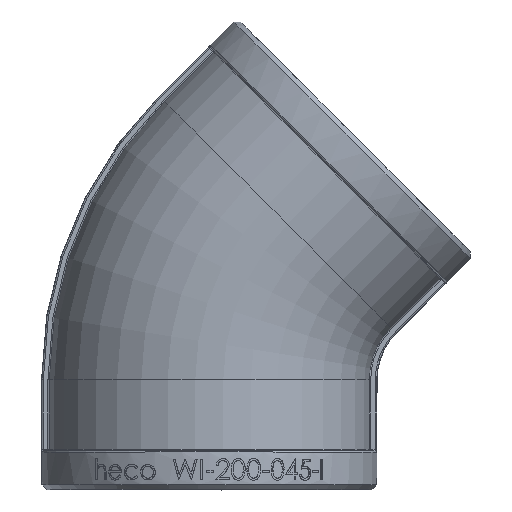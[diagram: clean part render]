
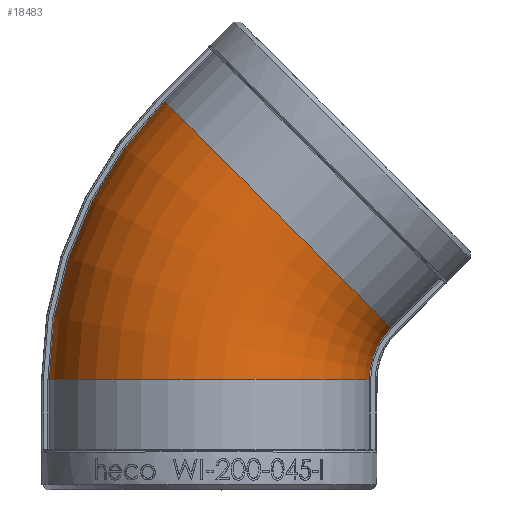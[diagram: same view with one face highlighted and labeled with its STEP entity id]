
A CAD part, top view. The second image highlights one B-rep face of the part: STEP entity #18483.
In plain terms, the highlighted toroidal (fillet/blend) face has major radius 48 mm and minor radius 33 mm.
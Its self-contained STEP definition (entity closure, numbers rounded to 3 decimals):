
#463 = CARTESIAN_POINT ( 'NONE',  ( 48., -19.882, 0. ) ) ;
#464 = DIRECTION ( 'NONE',  ( 0., 0., -1. ) ) ;
#465 = DIRECTION ( 'NONE',  ( -1., 0., 0. ) ) ;
#1229 = EDGE_CURVE ( 'NONE', #1780, #1737, #16157, .T. ) ;
#1469 = EDGE_CURVE ( 'NONE', #1750, #1783, #18368, .T. ) ;
#1472 = EDGE_CURVE ( 'NONE', #1737, #1783, #18371, .T. ) ;
#1737 = VERTEX_POINT ( 'NONE', #6783 ) ;
#1750 = VERTEX_POINT ( 'NONE', #6795 ) ;
#1780 = VERTEX_POINT ( 'NONE', #6820 ) ;
#1783 = VERTEX_POINT ( 'NONE', #6823 ) ;
#4517 = AXIS2_PLACEMENT_3D ( 'NONE', #12517, #12420, #12408 ) ;
#5766 = AXIS2_PLACEMENT_3D ( 'NONE', #20796, #20718, #20616 ) ;
#5818 = EDGE_CURVE ( 'NONE', #1750, #1780, #6212, .T. ) ;
#6212 = CIRCLE ( 'NONE', #4517, 80.883 ) ;
#6783 = CARTESIAN_POINT ( 'NONE',  ( 37.311, -9.193, 2.775 ) ) ;
#6795 = CARTESIAN_POINT ( 'NONE',  ( -32.883, -19.882, 2.775 ) ) ;
#6820 = CARTESIAN_POINT ( 'NONE',  ( -9.193, 37.311, 2.775 ) ) ;
#6823 = CARTESIAN_POINT ( 'NONE',  ( 32.883, -19.882, 2.775 ) ) ;
#12408 = DIRECTION ( 'NONE',  ( -0.924, 0.383, 0. ) ) ;
#12420 = DIRECTION ( 'NONE',  ( 0., 0., -1. ) ) ;
#12517 = CARTESIAN_POINT ( 'NONE',  ( 48., -19.882, 2.775 ) ) ;
#12692 = TOROIDAL_SURFACE ( 'NONE', #13562, 48., 33. ) ;
#12700 = FACE_OUTER_BOUND ( 'NONE', #14774, .T. ) ;
#13249 = AXIS2_PLACEMENT_3D ( 'NONE', #14723, #14724, #14725 ) ;
#13359 = AXIS2_PLACEMENT_3D ( 'NONE', #14712, #14713, #14714 ) ;
#13562 = AXIS2_PLACEMENT_3D ( 'NONE', #463, #464, #465 ) ;
#14712 = CARTESIAN_POINT ( 'NONE',  ( 0., -19.882, 0. ) ) ;
#14713 = DIRECTION ( 'NONE',  ( 0., 1., 0. ) ) ;
#14714 = DIRECTION ( 'NONE',  ( 0.997, 0., -0.076 ) ) ;
#14723 = CARTESIAN_POINT ( 'NONE',  ( 48., -19.882, 2.775 ) ) ;
#14724 = DIRECTION ( 'NONE',  ( 0., 0., 1. ) ) ;
#14725 = DIRECTION ( 'NONE',  ( -0.924, 0.383, 0. ) ) ;
#14774 = EDGE_LOOP ( 'NONE', ( #15602, #15773, #15371, #15353 ) ) ;
#15353 = ORIENTED_EDGE ( 'NONE', *, *, #1469, .T. ) ;
#15371 = ORIENTED_EDGE ( 'NONE', *, *, #5818, .F. ) ;
#15602 = ORIENTED_EDGE ( 'NONE', *, *, #1472, .F. ) ;
#15773 = ORIENTED_EDGE ( 'NONE', *, *, #1229, .F. ) ;
#16157 = CIRCLE ( 'NONE', #5766, 33. ) ;
#18368 = CIRCLE ( 'NONE', #13359, 33. ) ;
#18371 = CIRCLE ( 'NONE', #13249, 15.117 ) ;
#18483 = ADVANCED_FACE ( 'NONE', ( #12700 ), #12692, .T. ) ;
#20616 = DIRECTION ( 'NONE',  ( 0.705, -0.705, -0.076 ) ) ;
#20718 = DIRECTION ( 'NONE',  ( 0.707, 0.707, 0. ) ) ;
#20796 = CARTESIAN_POINT ( 'NONE',  ( 14.059, 14.059, 0. ) ) ;
